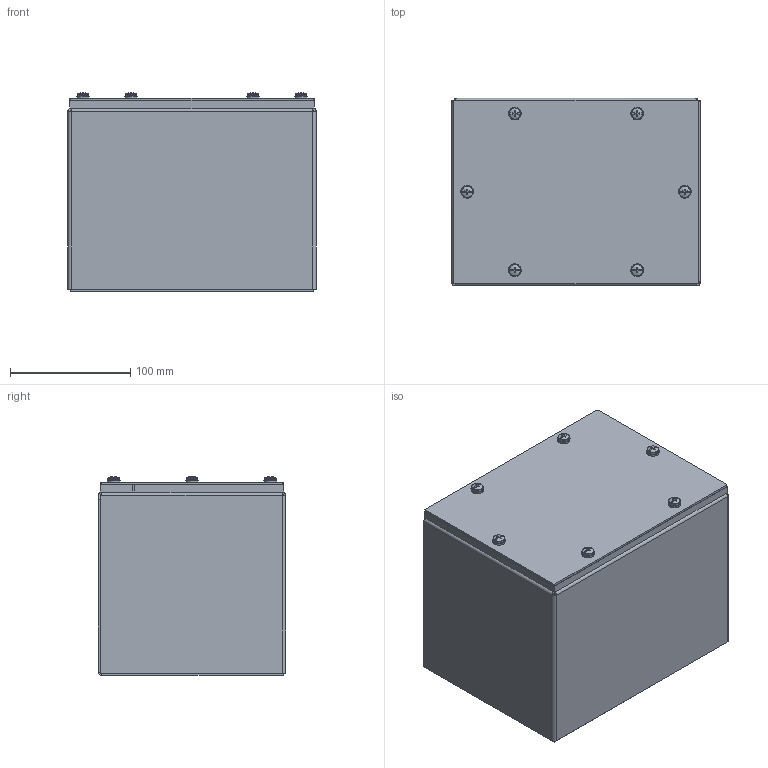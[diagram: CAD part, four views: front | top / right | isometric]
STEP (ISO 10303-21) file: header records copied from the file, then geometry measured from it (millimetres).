
FILE_DESCRIPTION(/* description */ ('WA_GSCSSA, NEMA 4X, SC, 316 S.S., 6X8X6'),/* implementation_level */ '2;1');
FILE_NAME(/* name */ 'WA060806GSCSSA.stp',/* time_stamp */ '2020-03-04T16:12:38-06:00',/* author */ ('mraetz'),/* organization */ (''),/* preprocessor_version */ 'ST-DEVELOPER v18',/* originating_system */ 'Autodesk Inventor 2020',/* authorisation */ '');
FILE_SCHEMA (('AUTOMOTIVE_DESIGN { 1 0 10303 214 3 1 1 }'));
Length unit declared in the file: inch
Products named in the file (9): WA060806GSCSSA; WA060806GSCSSA3S; WA060806GSCSSABT; WA0608GSCSSALID; 316295; HFW372236; HFW372236-WASHER; HFW372236-SCREW; 34984
Assembly tree (19 placements, depth 3):
  WA060806GSCSSA
    WA060806GSCSSA3S
    WA060806GSCSSABT
    WA0608GSCSSALID
    316295  x2
    HFW372236  x6
      HFW372236-WASHER
      HFW372236-SCREW
    34984  x6
Bounding box: 206.38 x 155.57 x 165.34 mm (x, y, z)
Volume: 428866.9 mm3; surface area: 411070 mm2
Topology: 23 solids, 23 shells, 666 faces, 1750 edges, 1154 vertices
Faces by surface type: plane 330, cylinder 218, cone 66, bspline 22, torus 18, sphere 12
Full cylindrical faces by diameter (mm): 3.556 x6, 3.589 x54, 3.962 x6, 4.445 x6, 4.724 x48, 4.978 x6, 6.299 x6, 6.528 x6, 7.144 x6, 7.95 x6, 9.525 x6, 10.312 x6
Entity records: 7945 total; most frequent: CARTESIAN_POINT 2599, DIRECTION 1014, ORIENTED_EDGE 1000, EDGE_CURVE 500, AXIS2_PLACEMENT_3D 370, VERTEX_POINT 318, LINE 274, VECTOR 274
